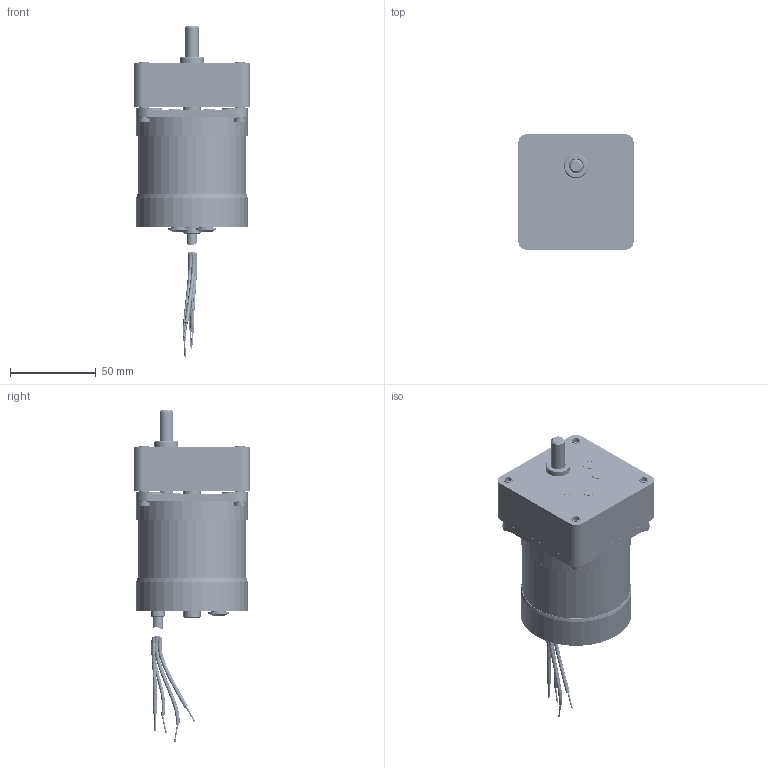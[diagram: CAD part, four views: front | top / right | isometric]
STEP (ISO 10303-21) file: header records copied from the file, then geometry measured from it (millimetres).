
FILE_DESCRIPTION(/* description */ (''),/* implementation_level */ '2;1');
FILE_NAME(/* name */ 'ASM44FG05.stp',/* time_stamp */ '2017-03-02T09:04:33+01:00',/* author */ ('Zeichen-PC'),/* organization */ (''),/* preprocessor_version */ 'ST-DEVELOPER v16.5',/* originating_system */ 'Autodesk Inventor 2017',/* authorisation */ '');
FILE_SCHEMA (('AUTOMOTIVE_DESIGN { 1 0 10303 214 3 1 1 }'));
Length unit declared in the file: millimetre
Products named in the file (18): ASM44FG05; 500-ASM46; Motorflansch-A-Metall; MotorflanschB2; 5010-Welle5mm50; ISO 4035 - M4; Litze4Adern; Statorpaket_ZG-500210-Rev1_2-40; Statorblech_ZG-500210_BlechEinzel; LochNippel; ISO 7045 - M4 x 40 - 4.8 - H-09; AFG-05; FG-Antriebsseite; FG-Abstandhalter; FG-Abtriebsseite; FG-Gehaeusedeckel; ISO 1207 - M4 x 10; 5101-Welle8mmOhneAlles
Assembly tree (91 placements, depth 4):
  ASM44FG05
    500-ASM46
      Motorflansch-A-Metall
      MotorflanschB2
      5010-Welle5mm50
      ISO 4035 - M4  x4
      Litze4Adern
      Statorpaket_ZG-500210-Rev1_2-40
        Statorblech_ZG-500210_BlechEinzel  x62
      LochNippel  x2
      ISO 7045 - M4 x 40 - 4.8 - H-09  x4
    AFG-05
      FG-Antriebsseite
      FG-Abstandhalter  x4
      FG-Abtriebsseite
      FG-Gehaeusedeckel
    ISO 1207 - M4 x 10  x4
    5101-Welle8mmOhneAlles
Bounding box: 67.51 x 67.51 x 193.98 mm (x, y, z)
Volume: 141378.8 mm3; surface area: 248723.2 mm2
Topology: 91 solids, 91 shells, 9199 faces, 23785 edges, 15832 vertices
Faces by surface type: cylinder 5668, plane 3383, cone 100, torus 38, bspline 6, sphere 4
Full cylindrical faces by diameter (mm): 0.8 x3, 0.83 x1, 1.6 x992, 2.459 x2, 2.5 x2, 3.242 x9, 3.571 x4, 3.621 x4, 4 x8, 4.1 x496, 4.2 x12, 4.4 x4, 4.5 x3, 4.839 x8, 5 x10, 5.391 x8, 5.5 x1, 6 x2, 6.5 x1, 7 x3, 8 x8, 8.5 x6, 10 x2, 12 x2, 12.009 x2, 14 x2, 15 x4, 15.5 x1, 16 x1, 59 x2
Entity records: 15569 total; most frequent: CARTESIAN_POINT 3085, DIRECTION 2653, ORIENTED_EDGE 1988, AXIS2_PLACEMENT_3D 1117, EDGE_CURVE 994, EDGE_LOOP 777, VERTEX_POINT 735, FACE_OUTER_BOUND 495
